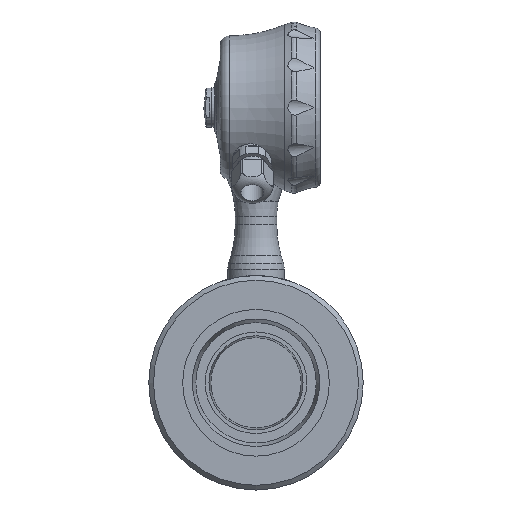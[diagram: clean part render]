
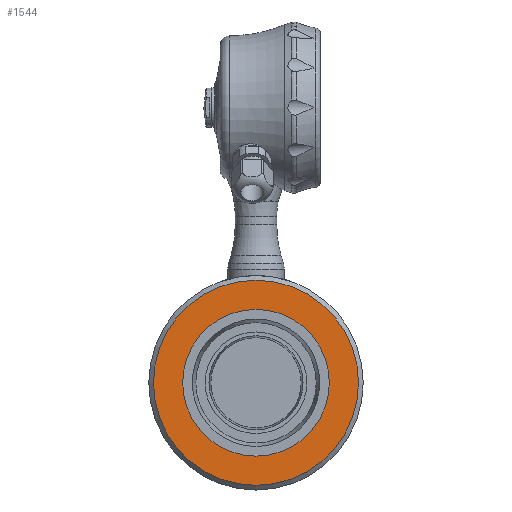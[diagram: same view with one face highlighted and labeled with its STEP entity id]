
A CAD part, front view. The second image highlights one B-rep face of the part: STEP entity #1544.
In plain terms, the highlighted planar face has unit normal (0, -1, 0).
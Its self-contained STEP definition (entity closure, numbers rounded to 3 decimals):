
#1544 = ADVANCED_FACE( '', ( #3206, #3207 ), #3208, .T. );
#3206 = FACE_OUTER_BOUND( '', #5593, .T. );
#3207 = FACE_BOUND( '', #5594, .T. );
#3208 = PLANE( '', #5595 );
#5593 = EDGE_LOOP( '', ( #10087 ) );
#5594 = EDGE_LOOP( '', ( #10088 ) );
#5595 = AXIS2_PLACEMENT_3D( '', #10089, #10090, #10091 );
#10087 = ORIENTED_EDGE( '', *, *, #11839, .T. );
#10088 = ORIENTED_EDGE( '', *, *, #10525, .F. );
#10089 = CARTESIAN_POINT( '', ( 0., -50., 39. ) );
#10090 = DIRECTION( '', ( 0., -1., 0. ) );
#10091 = DIRECTION( '', ( 0., 0., 1. ) );
#10525 = EDGE_CURVE( '', #12524, #12524, #12525, .T. );
#11839 = EDGE_CURVE( '', #14418, #14418, #14419, .T. );
#12524 = VERTEX_POINT( '', #16334 );
#12525 = CIRCLE( '', #16335, 39. );
#14418 = VERTEX_POINT( '', #21134 );
#14419 = CIRCLE( '', #21135, 54.5 );
#16334 = CARTESIAN_POINT( '', ( 0., -50., 39. ) );
#16335 = AXIS2_PLACEMENT_3D( '', #21689, #21690, #21691 );
#21134 = CARTESIAN_POINT( '', ( 0., -50., 54.5 ) );
#21135 = AXIS2_PLACEMENT_3D( '', #23017, #23018, #23019 );
#21689 = CARTESIAN_POINT( '', ( 0., -50., 0. ) );
#21690 = DIRECTION( '', ( 0., -1., 0. ) );
#21691 = DIRECTION( '', ( 0., 0., 1. ) );
#23017 = CARTESIAN_POINT( '', ( 0., -50., 0. ) );
#23018 = DIRECTION( '', ( 0., -1., 0. ) );
#23019 = DIRECTION( '', ( 0., 0., 1. ) );
